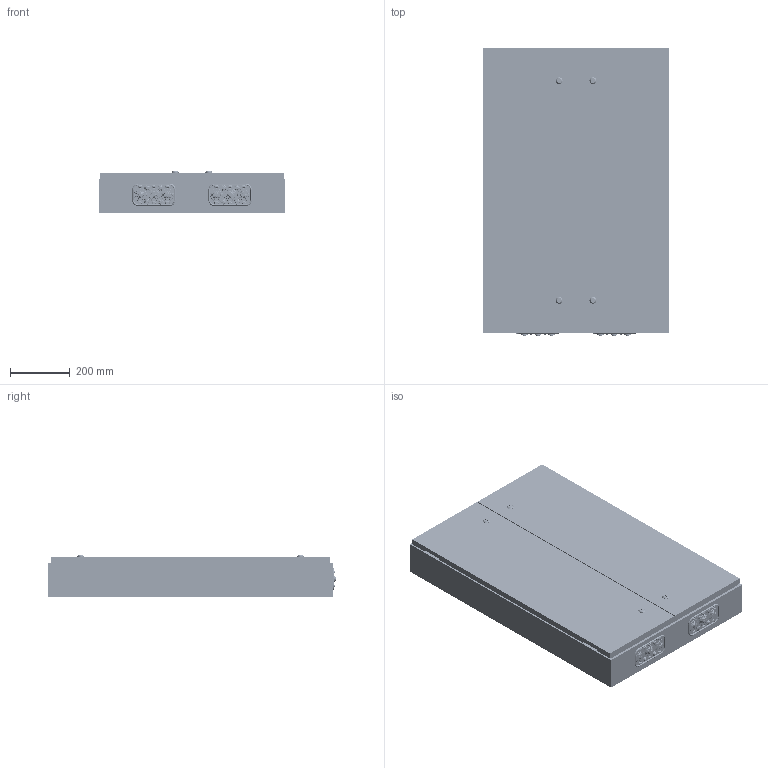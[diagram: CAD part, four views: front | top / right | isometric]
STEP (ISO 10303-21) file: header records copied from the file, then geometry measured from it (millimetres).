
FILE_DESCRIPTION (( 'STEP AP214' ), '1' );
FILE_NAME ('ÙÐí-144.STEP', '2021-04-07T05:44:03', ( '' ), ( '' ), 'SwSTEP 2.0', 'SolidWorks 2017', '' );
FILE_SCHEMA (( 'AUTOMOTIVE_DESIGN' ));
Length unit declared in the file: millimetre
Products named in the file (12): ÙÐí-144; Support; Klipsa; Stoika pan; Kabel_vvod_├莪牀_0,8 ｬｬ; Panel_剞ｭ-144; Dver_Universal_剞ｭ-144; Stoika Shin_‘â®©ª  ¤«ï è¨­; DIN-Reika_18 ｢箘ｬ箘｢; SC GOST 17473_gost_‚¨­â A.M5x10 ƒŽ‘’ 17473-80; Obolochka_SHRN_Universal_剞ｭ-144
Assembly tree (89 placements, depth 3):
  ÙÐí-144
    Obolochka_SHRN_Universal_剞ｭ-144
    Dver_Universal_剞ｭ-144  x2
    DIN-Reika_18 ｢箘ｬ箘｢  x12
    SC GOST 17473_gost_‚¨­â A.M5x10 ƒŽ‘’ 17473-80  x37
    Stoika Shin_‘â®©ª  ¤«ï è¨­  x8
    Support  x8
    Kabel_vvod_├莪牀_0,8 ｬｬ  x2
    Panel_剞ｭ-144  x2
      Panel_剞ｭ-144
      Klipsa
      Stoika pan
Bounding box: 620 x 960.75 x 139.2 mm (x, y, z)
Volume: 3430157.9 mm3; surface area: 5765033.1 mm2
Topology: 113 solids, 113 shells, 7742 faces, 18566 edges, 11308 vertices
Faces by surface type: plane 3550, cylinder 2014, torus 1176, bspline 584, sphere 234, cone 184
Entity records: 59354 total; most frequent: CARTESIAN_POINT 11079, DIRECTION 10786, ORIENTED_EDGE 9314, EDGE_CURVE 4657, AXIS2_PLACEMENT_3D 4228, VERTEX_POINT 2847, EDGE_LOOP 2336, LINE 2330
